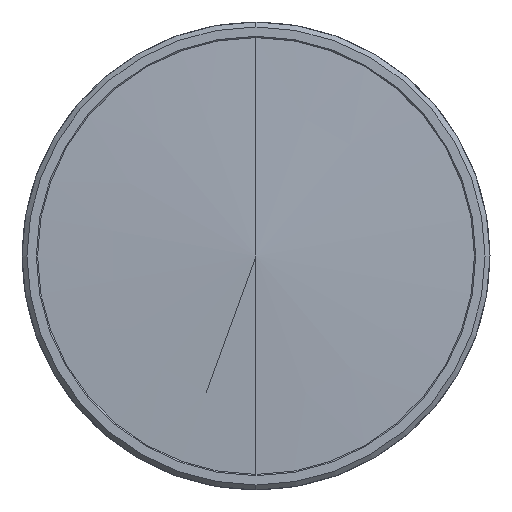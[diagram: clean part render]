
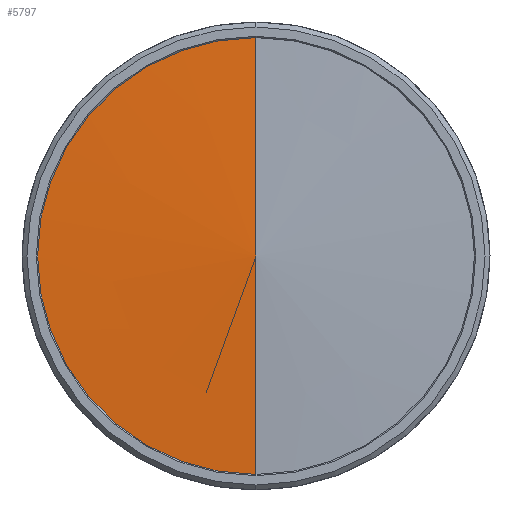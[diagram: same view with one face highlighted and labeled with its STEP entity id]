
A CAD part, left-side view. The second image highlights one B-rep face of the part: STEP entity #5797.
In plain terms, the highlighted conical face has half-angle 87.401 degrees and reference radius 90.818 mm.
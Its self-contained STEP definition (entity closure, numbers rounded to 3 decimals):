
#775 = DIRECTION ( 'NONE',  ( 0.045, 0., -0.999 ) ) ;
#800 = DIRECTION ( 'NONE',  ( 0., 0., -1. ) ) ;
#823 = DIRECTION ( 'NONE',  ( 1., 0., 0. ) ) ;
#837 = CARTESIAN_POINT ( 'NONE',  ( 4.122, 0., -90.818 ) ) ;
#841 = CARTESIAN_POINT ( 'NONE',  ( 3.983, 0., 0. ) ) ;
#1225 = AXIS2_PLACEMENT_3D ( 'NONE', #841, #823, #800 ) ;
#1428 = AXIS2_PLACEMENT_3D ( 'NONE', #2197, #2202, #2198 ) ;
#1582 = AXIS2_PLACEMENT_3D ( 'NONE', #3211, #3213, #3205 ) ;
#1804 = VECTOR ( 'NONE', #775, 1000. ) ;
#1855 = LINE ( 'NONE', #837, #1804 ) ;
#1902 = CIRCLE ( 'NONE', #1225, 87.75 ) ;
#2023 = VECTOR ( 'NONE', #4870, 1000. ) ;
#2027 = LINE ( 'NONE', #4874, #2023 ) ;
#2197 = CARTESIAN_POINT ( 'NONE',  ( 4.122, 0., 0. ) ) ;
#2198 = DIRECTION ( 'NONE',  ( 0., 0., -1. ) ) ;
#2202 = DIRECTION ( 'NONE',  ( 1., 0., 0. ) ) ;
#2833 = EDGE_CURVE ( 'NONE', #4389, #3771, #1902, .T. ) ;
#2881 = EDGE_CURVE ( 'NONE', #4463, #3731, #1855, .T. ) ;
#2950 = EDGE_CURVE ( 'NONE', #4463, #3771, #2027, .T. ) ;
#3053 = EDGE_CURVE ( 'NONE', #3731, #4389, #5408, .T. ) ;
#3205 = DIRECTION ( 'NONE',  ( 0., 0., -1. ) ) ;
#3211 = CARTESIAN_POINT ( 'NONE',  ( 3.983, 0., 0. ) ) ;
#3213 = DIRECTION ( 'NONE',  ( 1., 0., 0. ) ) ;
#3731 = VERTEX_POINT ( 'NONE', #6080 ) ;
#3771 = VERTEX_POINT ( 'NONE', #6322 ) ;
#4389 = VERTEX_POINT ( 'NONE', #6161 ) ;
#4399 = EDGE_LOOP ( 'NONE', ( #5927, #5920, #5922, #5914 ) ) ;
#4463 = VERTEX_POINT ( 'NONE', #6202 ) ;
#4870 = DIRECTION ( 'NONE',  ( 0.045, 0., 0.999 ) ) ;
#4874 = CARTESIAN_POINT ( 'NONE',  ( 4.122, 0., 90.818 ) ) ;
#5395 = FACE_OUTER_BOUND ( 'NONE', #4399, .T. ) ;
#5408 = CIRCLE ( 'NONE', #1582, 87.75 ) ;
#5422 = CONICAL_SURFACE ( 'NONE', #1428, 90.818, 1.525 ) ;
#5797 = ADVANCED_FACE ( 'NONE', ( #5395 ), #5422, .T. ) ;
#5914 = ORIENTED_EDGE ( 'NONE', *, *, #3053, .F. ) ;
#5920 = ORIENTED_EDGE ( 'NONE', *, *, #2950, .T. ) ;
#5922 = ORIENTED_EDGE ( 'NONE', *, *, #2833, .F. ) ;
#5927 = ORIENTED_EDGE ( 'NONE', *, *, #2881, .F. ) ;
#6080 = CARTESIAN_POINT ( 'NONE',  ( 3.983, 0., -87.75 ) ) ;
#6161 = CARTESIAN_POINT ( 'NONE',  ( 3.983, 87.75, 0. ) ) ;
#6202 = CARTESIAN_POINT ( 'NONE',  ( 0., 0., 0. ) ) ;
#6322 = CARTESIAN_POINT ( 'NONE',  ( 3.983, 0., 87.75 ) ) ;
